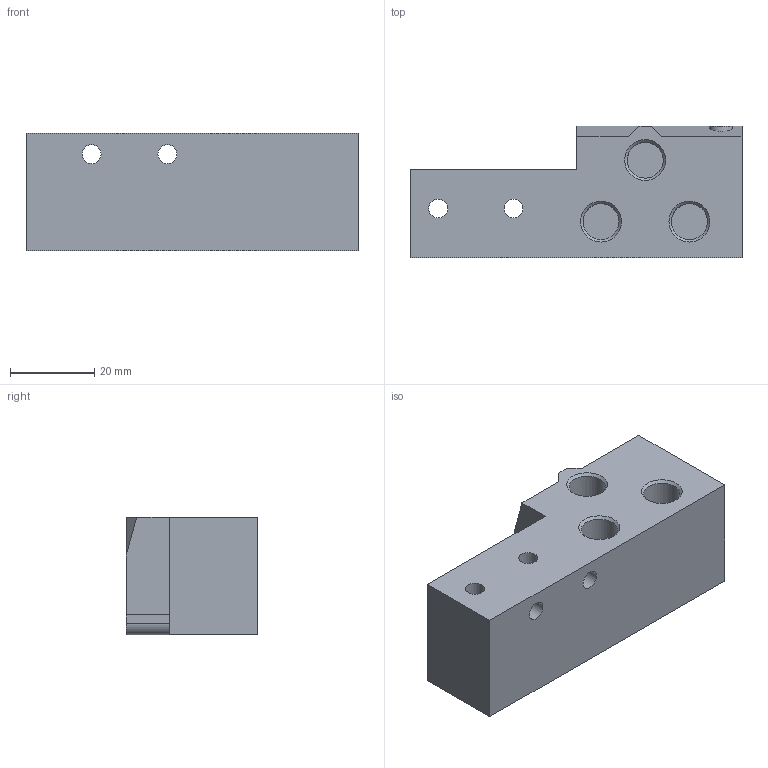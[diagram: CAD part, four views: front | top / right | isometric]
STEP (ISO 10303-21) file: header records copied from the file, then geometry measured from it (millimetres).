
FILE_DESCRIPTION(/* description */ ('STEP AP214'),/* implementation_level */ '2;1');
FILE_NAME(/* name */ '525214_MHA3-AS-3-1_8',/* time_stamp */ '2024-09-05T12:23:02+02:00',/* author */ ('License CC BY-ND 4.0'),/* organization */ ('CADENAS'),/* preprocessor_version */ 'ST-DEVELOPER v19.3',/* originating_system */ 'PARTsolutions',/* authorisation */ ' ');
FILE_SCHEMA (('AUTOMOTIVE_DESIGN {1 0 10303 214 3 1 1}'));
Length unit declared in the file: millimetre
Products named in the file (1): 525214 MHA3-AS-3-1/8
Bounding box: 78.9 x 31.3 x 28 mm (x, y, z)
Volume: 49119.1 mm3; surface area: 14002.6 mm2
Topology: 1 solids, 1 shells, 51 faces, 125 edges, 81 vertices
Faces by surface type: plane 27, cylinder 17, cone 7
Full cylindrical faces by diameter (mm): 2.459 x2, 3.95 x1, 4.5 x4, 5 x3, 8 x2, 8.566 x3
Entity records: 1434 total; most frequent: CARTESIAN_POINT 273, DIRECTION 235, ORIENTED_EDGE 190, EDGE_CURVE 95, FACE_BOUND 95, EDGE_LOOP 93, AXIS2_PLACEMENT_3D 91, VERTEX_POINT 76
